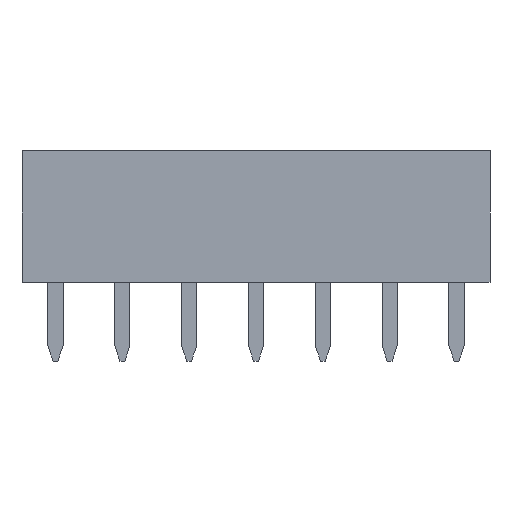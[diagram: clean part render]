
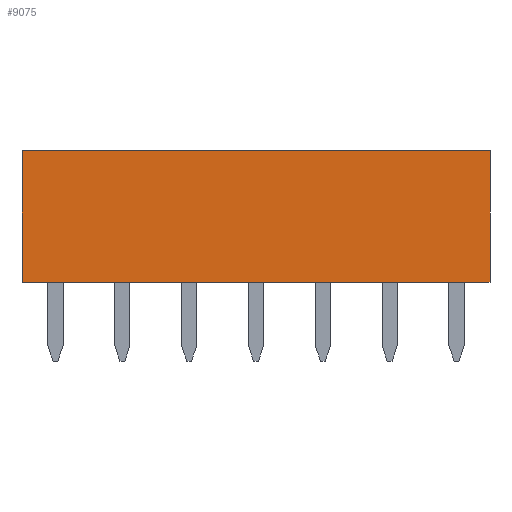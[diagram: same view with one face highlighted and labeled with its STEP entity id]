
A CAD part, front view. The second image highlights one B-rep face of the part: STEP entity #9075.
In plain terms, the highlighted planar face has unit normal (0, -1, 0).
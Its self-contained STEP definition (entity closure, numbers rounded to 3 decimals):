
#661 = CARTESIAN_POINT ( 'NONE',  ( 17.78, -5.08, -5. ) ) ;
#1437 = VERTEX_POINT ( 'NONE', #14917 ) ;
#1648 = ORIENTED_EDGE ( 'NONE', *, *, #12749, .T. ) ;
#2316 = VECTOR ( 'NONE', #16532, 1000. ) ;
#2403 = CARTESIAN_POINT ( 'NONE',  ( 0., -5.08, 0. ) ) ;
#4460 = VERTEX_POINT ( 'NONE', #661 ) ;
#4903 = ORIENTED_EDGE ( 'NONE', *, *, #17669, .T. ) ;
#5189 = PLANE ( 'NONE',  #15289 ) ;
#5605 = ORIENTED_EDGE ( 'NONE', *, *, #6229, .T. ) ;
#6229 = EDGE_CURVE ( 'NONE', #16533, #1437, #13968, .T. ) ;
#6640 = VECTOR ( 'NONE', #15054, 1000. ) ;
#7145 = LINE ( 'NONE', #18178, #8924 ) ;
#7220 = CARTESIAN_POINT ( 'NONE',  ( 0., -5.08, -5. ) ) ;
#8138 = CARTESIAN_POINT ( 'NONE',  ( 0., -5.08, 0. ) ) ;
#8326 = VERTEX_POINT ( 'NONE', #7220 ) ;
#8793 = LINE ( 'NONE', #14855, #6640 ) ;
#8924 = VECTOR ( 'NONE', #10595, 1000. ) ;
#9075 = ADVANCED_FACE ( 'NONE', ( #18415 ), #5189, .T. ) ;
#9441 = CARTESIAN_POINT ( 'NONE',  ( 0., -5.08, 0. ) ) ;
#10053 = DIRECTION ( 'NONE',  ( -1., 0., 0. ) ) ;
#10162 = EDGE_LOOP ( 'NONE', ( #5605, #4903, #1648, #14114 ) ) ;
#10595 = DIRECTION ( 'NONE',  ( 0., 0., -1. ) ) ;
#10933 = DIRECTION ( 'NONE',  ( 0., -1., 0. ) ) ;
#11236 = DIRECTION ( 'NONE',  ( 1., 0., 0. ) ) ;
#12749 = EDGE_CURVE ( 'NONE', #8326, #4460, #8793, .T. ) ;
#13968 = LINE ( 'NONE', #2403, #18709 ) ;
#14114 = ORIENTED_EDGE ( 'NONE', *, *, #16347, .F. ) ;
#14855 = CARTESIAN_POINT ( 'NONE',  ( 8.89, -5.08, -5. ) ) ;
#14917 = CARTESIAN_POINT ( 'NONE',  ( 0., -5.08, 0. ) ) ;
#15054 = DIRECTION ( 'NONE',  ( 1., 0., 0. ) ) ;
#15289 = AXIS2_PLACEMENT_3D ( 'NONE', #9441, #10933, #11236 ) ;
#15698 = LINE ( 'NONE', #8138, #2316 ) ;
#16347 = EDGE_CURVE ( 'NONE', #16533, #4460, #7145, .T. ) ;
#16532 = DIRECTION ( 'NONE',  ( 0., 0., -1. ) ) ;
#16533 = VERTEX_POINT ( 'NONE', #18666 ) ;
#17669 = EDGE_CURVE ( 'NONE', #1437, #8326, #15698, .T. ) ;
#18178 = CARTESIAN_POINT ( 'NONE',  ( 17.78, -5.08, 0. ) ) ;
#18415 = FACE_OUTER_BOUND ( 'NONE', #10162, .T. ) ;
#18666 = CARTESIAN_POINT ( 'NONE',  ( 17.78, -5.08, 0. ) ) ;
#18709 = VECTOR ( 'NONE', #10053, 1000. ) ;
